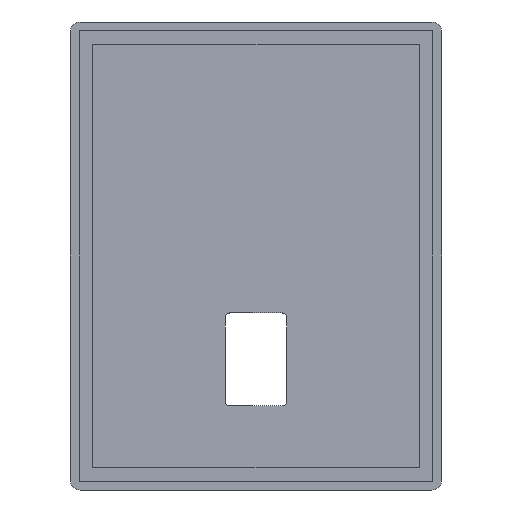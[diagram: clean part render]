
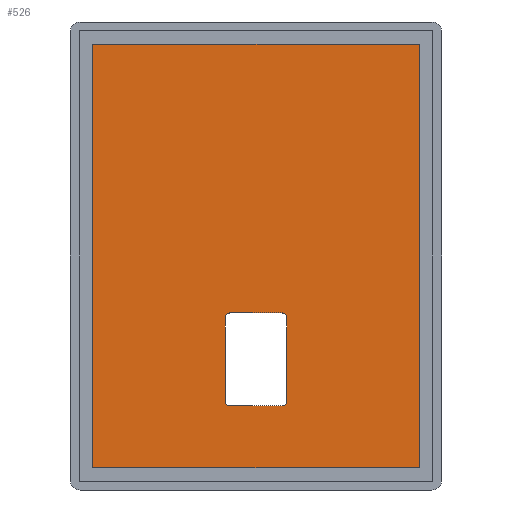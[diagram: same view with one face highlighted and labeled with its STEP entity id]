
A CAD part, front view. The second image highlights one B-rep face of the part: STEP entity #526.
In plain terms, the highlighted planar face has unit normal (0, -1, 0).
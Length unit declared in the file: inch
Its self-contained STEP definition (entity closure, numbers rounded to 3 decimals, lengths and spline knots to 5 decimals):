
#18=FACE_BOUND('',#98,.T.);
#38=PLANE('',#592);
#66=FACE_OUTER_BOUND('',#97,.T.);
#97=EDGE_LOOP('',(#479,#480,#481,#482));
#98=EDGE_LOOP('',(#483,#484,#485,#486,#487,#488,#489,#490));
#103=LINE('',#754,#159);
#107=LINE('',#766,#163);
#111=LINE('',#778,#167);
#113=LINE('',#786,#169);
#115=LINE('',#791,#171);
#119=LINE('',#799,#175);
#122=LINE('',#805,#178);
#125=LINE('',#810,#181);
#159=VECTOR('',#607,0.3937);
#163=VECTOR('',#619,0.3937);
#167=VECTOR('',#631,0.3937);
#169=VECTOR('',#641,0.3937);
#171=VECTOR('',#645,0.3937);
#175=VECTOR('',#651,0.3937);
#178=VECTOR('',#656,0.3937);
#181=VECTOR('',#661,0.3937);
#212=CIRCLE('',#551,0.01);
#214=CIRCLE('',#555,0.01);
#216=CIRCLE('',#559,0.01);
#218=CIRCLE('',#563,0.01);
#229=VERTEX_POINT('',#744);
#230=VERTEX_POINT('',#746);
#232=VERTEX_POINT('',#752);
#234=VERTEX_POINT('',#758);
#236=VERTEX_POINT('',#764);
#238=VERTEX_POINT('',#770);
#240=VERTEX_POINT('',#776);
#242=VERTEX_POINT('',#782);
#243=VERTEX_POINT('',#789);
#244=VERTEX_POINT('',#790);
#247=VERTEX_POINT('',#798);
#249=VERTEX_POINT('',#804);
#277=EDGE_CURVE('',#229,#230,#212,.T.);
#281=EDGE_CURVE('',#229,#232,#103,.T.);
#284=EDGE_CURVE('',#234,#232,#214,.T.);
#287=EDGE_CURVE('',#234,#236,#107,.T.);
#290=EDGE_CURVE('',#238,#236,#216,.T.);
#293=EDGE_CURVE('',#238,#240,#111,.T.);
#296=EDGE_CURVE('',#242,#240,#218,.T.);
#297=EDGE_CURVE('',#242,#230,#113,.T.);
#299=EDGE_CURVE('',#243,#244,#115,.T.);
#303=EDGE_CURVE('',#244,#247,#119,.T.);
#306=EDGE_CURVE('',#247,#249,#122,.T.);
#309=EDGE_CURVE('',#249,#243,#125,.T.);
#479=ORIENTED_EDGE('',*,*,#299,.T.);
#480=ORIENTED_EDGE('',*,*,#303,.T.);
#481=ORIENTED_EDGE('',*,*,#306,.T.);
#482=ORIENTED_EDGE('',*,*,#309,.T.);
#483=ORIENTED_EDGE('',*,*,#287,.T.);
#484=ORIENTED_EDGE('',*,*,#290,.F.);
#485=ORIENTED_EDGE('',*,*,#293,.T.);
#486=ORIENTED_EDGE('',*,*,#296,.F.);
#487=ORIENTED_EDGE('',*,*,#297,.T.);
#488=ORIENTED_EDGE('',*,*,#277,.F.);
#489=ORIENTED_EDGE('',*,*,#281,.T.);
#490=ORIENTED_EDGE('',*,*,#284,.F.);
#526=ADVANCED_FACE('',(#66,#18),#38,.T.);
#551=AXIS2_PLACEMENT_3D('',#747,#600,#601);
#555=AXIS2_PLACEMENT_3D('',#760,#613,#614);
#559=AXIS2_PLACEMENT_3D('',#772,#625,#626);
#563=AXIS2_PLACEMENT_3D('',#784,#637,#638);
#592=AXIS2_PLACEMENT_3D('',#887,#737,#738);
#600=DIRECTION('center_axis',(0.,-1.,0.));
#601=DIRECTION('ref_axis',(-0.707,0.,0.707));
#607=DIRECTION('',(1.,0.,0.));
#613=DIRECTION('center_axis',(0.,-1.,0.));
#614=DIRECTION('ref_axis',(0.707,0.,0.707));
#619=DIRECTION('',(0.,0.,-1.));
#625=DIRECTION('center_axis',(0.,-1.,0.));
#626=DIRECTION('ref_axis',(0.707,0.,-0.707));
#631=DIRECTION('',(-1.,0.,0.));
#637=DIRECTION('center_axis',(0.,-1.,0.));
#638=DIRECTION('ref_axis',(-0.707,0.,-0.707));
#641=DIRECTION('',(0.,0.,1.));
#645=DIRECTION('',(-1.,0.,0.));
#651=DIRECTION('',(0.,0.,-1.));
#656=DIRECTION('',(1.,0.,0.));
#661=DIRECTION('',(0.,0.,1.));
#737=DIRECTION('center_axis',(0.,-1.,0.));
#738=DIRECTION('ref_axis',(0.,0.,-1.));
#744=CARTESIAN_POINT('',(-0.4275,-0.03125,-0.5875));
#746=CARTESIAN_POINT('',(-0.4375,-0.03125,-0.5975));
#747=CARTESIAN_POINT('Origin',(-0.4275,-0.03125,-0.5975));
#752=CARTESIAN_POINT('',(-0.3225,-0.03125,-0.5875));
#754=CARTESIAN_POINT('',(-0.34375,-0.03125,-0.5875));
#758=CARTESIAN_POINT('',(-0.3125,-0.03125,-0.5975));
#760=CARTESIAN_POINT('Origin',(-0.3225,-0.03125,-0.5975));
#764=CARTESIAN_POINT('',(-0.3125,-0.03125,-0.765));
#766=CARTESIAN_POINT('',(-0.3125,-0.03125,-0.62375));
#770=CARTESIAN_POINT('',(-0.3225,-0.03125,-0.775));
#772=CARTESIAN_POINT('Origin',(-0.3225,-0.03125,-0.765));
#776=CARTESIAN_POINT('',(-0.4275,-0.03125,-0.775));
#778=CARTESIAN_POINT('',(-0.40625,-0.03125,-0.775));
#782=CARTESIAN_POINT('',(-0.4375,-0.03125,-0.765));
#784=CARTESIAN_POINT('Origin',(-0.4275,-0.03125,-0.765));
#786=CARTESIAN_POINT('',(-0.4375,-0.03125,-0.53));
#789=CARTESIAN_POINT('',(-0.045,-0.03125,-0.045));
#790=CARTESIAN_POINT('',(-0.705,-0.03125,-0.045));
#791=CARTESIAN_POINT('',(-0.54,-0.03125,-0.045));
#798=CARTESIAN_POINT('',(-0.705,-0.03125,-0.9));
#799=CARTESIAN_POINT('',(-0.705,-0.03125,-0.68625));
#804=CARTESIAN_POINT('',(-0.045,-0.03125,-0.9));
#805=CARTESIAN_POINT('',(-0.21,-0.03125,-0.9));
#810=CARTESIAN_POINT('',(-0.045,-0.03125,-0.25875));
#887=CARTESIAN_POINT('Origin',(-0.375,-0.03125,-0.4725));
